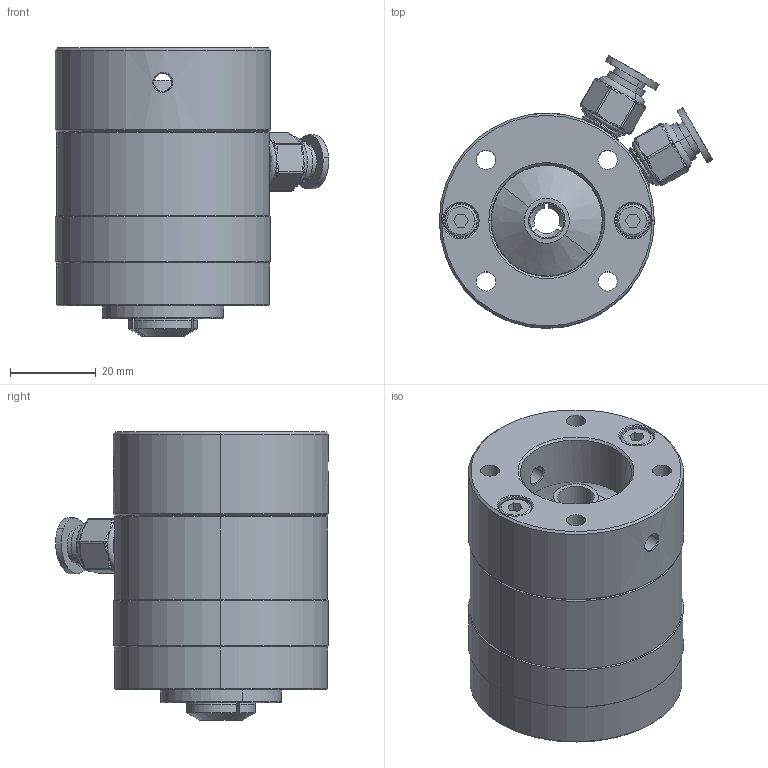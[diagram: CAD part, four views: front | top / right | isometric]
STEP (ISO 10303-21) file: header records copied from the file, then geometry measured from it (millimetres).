
FILE_DESCRIPTION (( 'STEP AP214' ), '1' );
FILE_NAME ('DAS-MT8+T8.STEP', '2023-10-27T07:15:26', ( '' ), ( '' ), 'SwSTEP 2.0', 'SolidWorks 2023', '' );
FILE_SCHEMA (( 'AUTOMOTIVE_DESIGN' ));
Length unit declared in the file: millimetre
Products named in the file (3): DAS-MT8; DAS-MT8+T8; T8
Assembly tree (2 placements, depth 2):
  DAS-MT8+T8
    DAS-MT8
    T8
Bounding box: 63.57 x 63.45 x 67 mm (x, y, z)
Volume: 107683.6 mm3; surface area: 29352.4 mm2
Topology: 2 solids, 8 shells, 535 faces, 1341 edges, 780 vertices
Faces by surface type: cylinder 202, bspline 154, plane 118, cone 57, torus 4
Full cylindrical faces by diameter (mm): 4.5 x4, 8 x5, 28.5 x2
Entity records: 51595 total; most frequent: CARTESIAN_POINT 34670, ORIENTED_EDGE 2514, DIRECTION 2033, EDGE_CURVE 1257, AXIS2_PLACEMENT_3D 803, VERTEX_POINT 771, EDGE_LOOP 592, FACE_OUTER_BOUND 546
